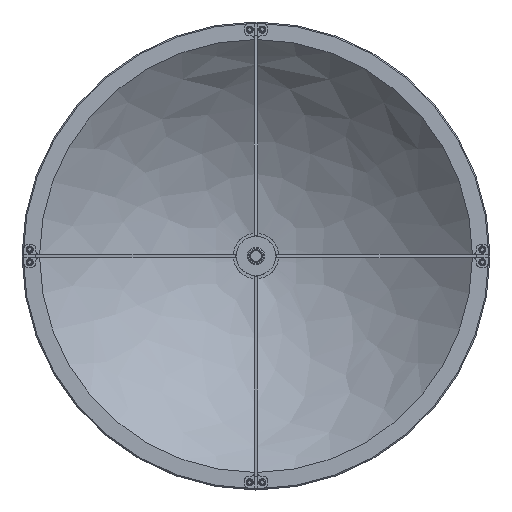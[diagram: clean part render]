
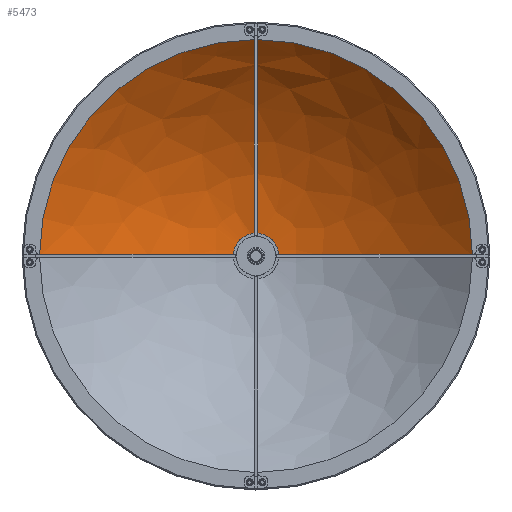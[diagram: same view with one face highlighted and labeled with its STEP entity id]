
A CAD part, top view. The second image highlights one B-rep face of the part: STEP entity #5473.
In plain terms, the highlighted free-form (B-spline) face has degree [3, 3] with [4, 4] control points.
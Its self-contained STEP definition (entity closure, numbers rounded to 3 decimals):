
#4918 = VERTEX_POINT ( 'NONE', #89202 ) ;
#5473 = ADVANCED_FACE ( 'NONE', ( #40264 ), #36088, .T. ) ;
#7300 = CARTESIAN_POINT ( 'NONE',  ( -5.5, 0., 2.633 ) ) ;
#7914 = CARTESIAN_POINT ( 'NONE',  ( 0., 0., 2.633 ) ) ;
#10427 = CARTESIAN_POINT ( 'NONE',  ( 5.5, 0., 2.633 ) ) ;
#12215 = CARTESIAN_POINT ( 'NONE',  ( 0.378, 0., 0. ) ) ;
#13680 = DIRECTION ( 'NONE',  ( 0., 0., -1. ) ) ;
#14261 = B_SPLINE_CURVE_WITH_KNOTS ( 'NONE', 3,
 ( #36698, #73257, #45131, #29491 ),
 .UNSPECIFIED., .F., .F.,
 ( 4, 4 ),
 ( -5.5, -0.377 ),
 .UNSPECIFIED. ) ;
#15813 = AXIS2_PLACEMENT_3D ( 'NONE', #7914, #21977, #49569 ) ;
#18987 = CARTESIAN_POINT ( 'NONE',  ( 2.085, 4.17, 0.113 ) ) ;
#19979 = ORIENTED_EDGE ( 'NONE', *, *, #25844, .T. ) ;
#20343 = CARTESIAN_POINT ( 'NONE',  ( -2.085, 0., 0.113 ) ) ;
#21977 = DIRECTION ( 'NONE',  ( 0., 0., 1. ) ) ;
#24466 = CARTESIAN_POINT ( 'NONE',  ( 2.085, 0., 0.113 ) ) ;
#25844 = EDGE_CURVE ( 'NONE', #32204, #4918, #33776, .T. ) ;
#26705 = CARTESIAN_POINT ( 'NONE',  ( -3.792, 7.585, 0.99 ) ) ;
#29491 = CARTESIAN_POINT ( 'NONE',  ( -0.378, 0., 0. ) ) ;
#32204 = VERTEX_POINT ( 'NONE', #70406 ) ;
#33523 = CARTESIAN_POINT ( 'NONE',  ( -5.5, 0., 2.633 ) ) ;
#33776 = CIRCLE ( 'NONE', #45292, 0.378 ) ;
#36088 =( BOUNDED_SURFACE ( )  B_SPLINE_SURFACE ( 3, 3, ( 
 ( #33523, #53414, #68398, #61132 ),
 ( #88777, #26705, #81970, #82447 ),
 ( #20343, #81060, #18987, #52956 ),
 ( #46606, #75621, #74293, #12215 ) ),
 .UNSPECIFIED., .F., .F., .T. ) 
 B_SPLINE_SURFACE_WITH_KNOTS ( ( 4, 4 ),
 ( 4, 4 ),
 ( -5.5, -0.377 ),
 ( 0., 1. ),
 .UNSPECIFIED. ) 
 GEOMETRIC_REPRESENTATION_ITEM ( )  RATIONAL_B_SPLINE_SURFACE ( (
 ( 1., 0.333, 0.333, 1.),
 ( 1., 0.333, 0.333, 1.),
 ( 1., 0.333, 0.333, 1.),
 ( 1., 0.333, 0.333, 1.) ) ) 
 REPRESENTATION_ITEM ( '' )  SURFACE ( )  );
#36698 = CARTESIAN_POINT ( 'NONE',  ( -5.5, 0., 2.633 ) ) ;
#39849 = ORIENTED_EDGE ( 'NONE', *, *, #69358, .T. ) ;
#39940 = B_SPLINE_CURVE_WITH_KNOTS ( 'NONE', 3,
 ( #10427, #86547, #24466, #52067 ),
 .UNSPECIFIED., .F., .F.,
 ( 4, 4 ),
 ( -5.5, -0.377 ),
 .UNSPECIFIED. ) ;
#40264 = FACE_OUTER_BOUND ( 'NONE', #55770, .T. ) ;
#42338 = VERTEX_POINT ( 'NONE', #7300 ) ;
#45131 = CARTESIAN_POINT ( 'NONE',  ( -2.085, 0., 0.113 ) ) ;
#45292 = AXIS2_PLACEMENT_3D ( 'NONE', #88475, #13680, #81656 ) ;
#46606 = CARTESIAN_POINT ( 'NONE',  ( -0.378, 0., 0. ) ) ;
#49569 = DIRECTION ( 'NONE',  ( -1., 0., 0. ) ) ;
#51664 = EDGE_CURVE ( 'NONE', #53450, #4918, #39940, .T. ) ;
#52067 = CARTESIAN_POINT ( 'NONE',  ( 0.378, 0., 0. ) ) ;
#52956 = CARTESIAN_POINT ( 'NONE',  ( 2.085, 0., 0.113 ) ) ;
#53414 = CARTESIAN_POINT ( 'NONE',  ( -5.5, 11., 2.633 ) ) ;
#53450 = VERTEX_POINT ( 'NONE', #77365 ) ;
#55770 = EDGE_LOOP ( 'NONE', ( #66685, #89181, #39849, #19979 ) ) ;
#61132 = CARTESIAN_POINT ( 'NONE',  ( 5.5, 0., 2.633 ) ) ;
#66685 = ORIENTED_EDGE ( 'NONE', *, *, #51664, .F. ) ;
#68398 = CARTESIAN_POINT ( 'NONE',  ( 5.5, 11., 2.633 ) ) ;
#69358 = EDGE_CURVE ( 'NONE', #42338, #32204, #14261, .T. ) ;
#70406 = CARTESIAN_POINT ( 'NONE',  ( -0.378, 0., 0. ) ) ;
#73257 = CARTESIAN_POINT ( 'NONE',  ( -3.792, 0., 0.99 ) ) ;
#73657 = CIRCLE ( 'NONE', #15813, 5.5 ) ;
#74293 = CARTESIAN_POINT ( 'NONE',  ( 0.378, 0.755, 0. ) ) ;
#75621 = CARTESIAN_POINT ( 'NONE',  ( -0.378, 0.755, 0. ) ) ;
#77365 = CARTESIAN_POINT ( 'NONE',  ( 5.5, 0., 2.633 ) ) ;
#81060 = CARTESIAN_POINT ( 'NONE',  ( -2.085, 4.17, 0.113 ) ) ;
#81656 = DIRECTION ( 'NONE',  ( -1., 0., 0. ) ) ;
#81760 = EDGE_CURVE ( 'NONE', #53450, #42338, #73657, .T. ) ;
#81970 = CARTESIAN_POINT ( 'NONE',  ( 3.792, 7.585, 0.99 ) ) ;
#82447 = CARTESIAN_POINT ( 'NONE',  ( 3.792, 0., 0.99 ) ) ;
#86547 = CARTESIAN_POINT ( 'NONE',  ( 3.792, 0., 0.99 ) ) ;
#88475 = CARTESIAN_POINT ( 'NONE',  ( 0., 0., 0. ) ) ;
#88777 = CARTESIAN_POINT ( 'NONE',  ( -3.792, 0., 0.99 ) ) ;
#89181 = ORIENTED_EDGE ( 'NONE', *, *, #81760, .T. ) ;
#89202 = CARTESIAN_POINT ( 'NONE',  ( 0.378, 0., 0. ) ) ;
